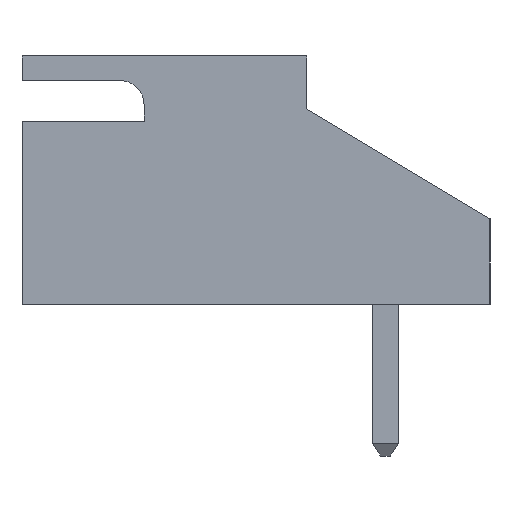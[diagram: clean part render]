
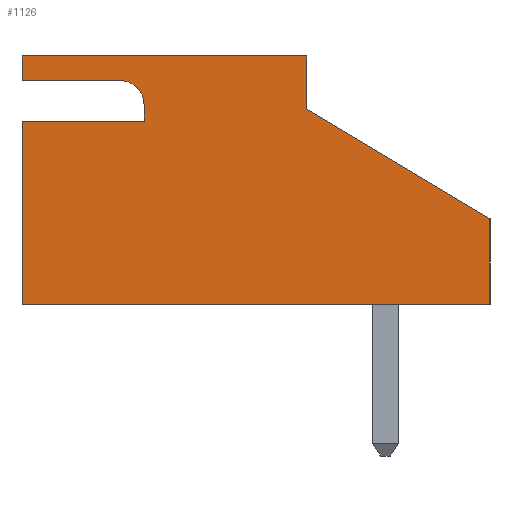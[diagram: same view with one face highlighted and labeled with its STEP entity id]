
A CAD part, left-side view. The second image highlights one B-rep face of the part: STEP entity #1126.
In plain terms, the highlighted planar face has unit normal (-1, 0, 0).
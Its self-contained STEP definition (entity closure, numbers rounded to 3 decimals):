
#119 = VERTEX_POINT('',#120);
#120 = CARTESIAN_POINT('',(-8.7,3.35,5.5));
#126 = EDGE_CURVE('',#119,#127,#129,.T.);
#127 = VERTEX_POINT('',#128);
#128 = CARTESIAN_POINT('',(-8.7,5.75,5.5));
#129 = LINE('',#130,#131);
#130 = CARTESIAN_POINT('',(-8.7,0.,5.5));
#131 = VECTOR('',#132,1.);
#132 = DIRECTION('',(0.,1.,0.));
#1083 = EDGE_CURVE('',#119,#1084,#1086,.T.);
#1084 = VERTEX_POINT('',#1085);
#1085 = CARTESIAN_POINT('',(-8.7,2.75,4.9));
#1086 = CIRCLE('',#1087,0.6);
#1087 = AXIS2_PLACEMENT_3D('',#1088,#1089,#1090);
#1088 = CARTESIAN_POINT('',(-8.7,3.35,4.9));
#1089 = DIRECTION('',(1.,0.,0.));
#1090 = DIRECTION('',(0.,1.,0.));
#1126 = ADVANCED_FACE('',(#1127),#1210,.T.);
#1127 = FACE_BOUND('',#1128,.T.);
#1128 = EDGE_LOOP('',(#1129,#1139,#1147,#1155,#1163,#1171,#1179,#1185,
    #1186,#1187,#1195,#1203));
#1129 = ORIENTED_EDGE('',*,*,#1130,.F.);
#1130 = EDGE_CURVE('',#1131,#1133,#1135,.T.);
#1131 = VERTEX_POINT('',#1132);
#1132 = CARTESIAN_POINT('',(-8.7,5.75,0.));
#1133 = VERTEX_POINT('',#1134);
#1134 = CARTESIAN_POINT('',(-8.7,5.75,4.45));
#1135 = LINE('',#1136,#1137);
#1136 = CARTESIAN_POINT('',(-8.7,5.75,0.));
#1137 = VECTOR('',#1138,1.);
#1138 = DIRECTION('',(0.,0.,1.));
#1139 = ORIENTED_EDGE('',*,*,#1140,.F.);
#1140 = EDGE_CURVE('',#1141,#1131,#1143,.T.);
#1141 = VERTEX_POINT('',#1142);
#1142 = CARTESIAN_POINT('',(-8.7,-5.75,0.));
#1143 = LINE('',#1144,#1145);
#1144 = CARTESIAN_POINT('',(-8.7,-5.75,0.));
#1145 = VECTOR('',#1146,1.);
#1146 = DIRECTION('',(0.,1.,0.));
#1147 = ORIENTED_EDGE('',*,*,#1148,.T.);
#1148 = EDGE_CURVE('',#1141,#1149,#1151,.T.);
#1149 = VERTEX_POINT('',#1150);
#1150 = CARTESIAN_POINT('',(-8.7,-5.75,2.1));
#1151 = LINE('',#1152,#1153);
#1152 = CARTESIAN_POINT('',(-8.7,-5.75,0.));
#1153 = VECTOR('',#1154,1.);
#1154 = DIRECTION('',(0.,0.,1.));
#1155 = ORIENTED_EDGE('',*,*,#1156,.T.);
#1156 = EDGE_CURVE('',#1149,#1157,#1159,.T.);
#1157 = VERTEX_POINT('',#1158);
#1158 = CARTESIAN_POINT('',(-8.7,-1.25,4.8));
#1159 = LINE('',#1160,#1161);
#1160 = CARTESIAN_POINT('',(-8.7,-3.963,3.172));
#1161 = VECTOR('',#1162,1.);
#1162 = DIRECTION('',(0.,0.857,0.514));
#1163 = ORIENTED_EDGE('',*,*,#1164,.T.);
#1164 = EDGE_CURVE('',#1157,#1165,#1167,.T.);
#1165 = VERTEX_POINT('',#1166);
#1166 = CARTESIAN_POINT('',(-8.7,-1.25,6.1));
#1167 = LINE('',#1168,#1169);
#1168 = CARTESIAN_POINT('',(-8.7,-1.25,3.05));
#1169 = VECTOR('',#1170,1.);
#1170 = DIRECTION('',(0.,0.,1.));
#1171 = ORIENTED_EDGE('',*,*,#1172,.T.);
#1172 = EDGE_CURVE('',#1165,#1173,#1175,.T.);
#1173 = VERTEX_POINT('',#1174);
#1174 = CARTESIAN_POINT('',(-8.7,5.75,6.1));
#1175 = LINE('',#1176,#1177);
#1176 = CARTESIAN_POINT('',(-8.7,-5.75,6.1));
#1177 = VECTOR('',#1178,1.);
#1178 = DIRECTION('',(0.,1.,0.));
#1179 = ORIENTED_EDGE('',*,*,#1180,.F.);
#1180 = EDGE_CURVE('',#127,#1173,#1181,.T.);
#1181 = LINE('',#1182,#1183);
#1182 = CARTESIAN_POINT('',(-8.7,5.75,0.));
#1183 = VECTOR('',#1184,1.);
#1184 = DIRECTION('',(0.,0.,1.));
#1185 = ORIENTED_EDGE('',*,*,#126,.F.);
#1186 = ORIENTED_EDGE('',*,*,#1083,.T.);
#1187 = ORIENTED_EDGE('',*,*,#1188,.F.);
#1188 = EDGE_CURVE('',#1189,#1084,#1191,.T.);
#1189 = VERTEX_POINT('',#1190);
#1190 = CARTESIAN_POINT('',(-8.7,2.75,4.5));
#1191 = LINE('',#1192,#1193);
#1192 = CARTESIAN_POINT('',(-8.7,2.75,2.45));
#1193 = VECTOR('',#1194,1.);
#1194 = DIRECTION('',(0.,0.,1.));
#1195 = ORIENTED_EDGE('',*,*,#1196,.F.);
#1196 = EDGE_CURVE('',#1197,#1189,#1199,.T.);
#1197 = VERTEX_POINT('',#1198);
#1198 = CARTESIAN_POINT('',(-8.7,5.7,4.5));
#1199 = LINE('',#1200,#1201);
#1200 = CARTESIAN_POINT('',(-8.7,-1.5,4.5));
#1201 = VECTOR('',#1202,1.);
#1202 = DIRECTION('',(0.,-1.,0.));
#1203 = ORIENTED_EDGE('',*,*,#1204,.F.);
#1204 = EDGE_CURVE('',#1133,#1197,#1205,.T.);
#1205 = CIRCLE('',#1206,0.05);
#1206 = AXIS2_PLACEMENT_3D('',#1207,#1208,#1209);
#1207 = CARTESIAN_POINT('',(-8.7,5.7,4.45));
#1208 = DIRECTION('',(1.,0.,0.));
#1209 = DIRECTION('',(0.,-1.,0.));
#1210 = PLANE('',#1211);
#1211 = AXIS2_PLACEMENT_3D('',#1212,#1213,#1214);
#1212 = CARTESIAN_POINT('',(-8.7,-5.75,0.));
#1213 = DIRECTION('',(-1.,0.,0.));
#1214 = DIRECTION('',(0.,1.,0.));
